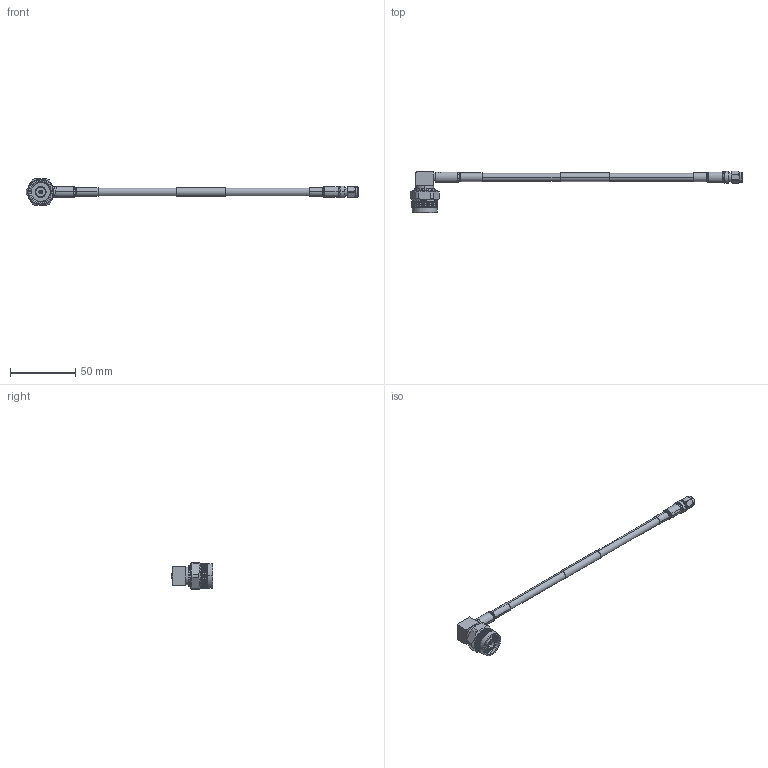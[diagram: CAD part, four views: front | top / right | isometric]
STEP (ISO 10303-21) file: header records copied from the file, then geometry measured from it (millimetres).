
FILE_DESCRIPTION (( 'STEP AP214' ), '1' );
FILE_NAME ('FMCA3303_3D.step', '2023-06-22T21:19:38', ( '' ), ( '' ), 'SwSTEP 2.0', 'SolidWorks 2022', '' );
FILE_SCHEMA (( 'AUTOMOTIVE_DESIGN' ));
Length unit declared in the file: inch
Products named in the file (6): TCOM-240^FMCA3303_with label; FMCA3303_3D; TC-240-SM-RP-PE^FMCA3303; HEAT SHRINK^FMCA3303_BNC MALE TO d240IN; EZ-240-NMH-RA-X-PE^FMCA3303; HEAT SHRINK-RA^FMCA3303_TNC MALE RA TO d240IN
Assembly tree (5 placements, depth 2):
  FMCA3303_3D
    TCOM-240^FMCA3303_with label
    EZ-240-NMH-RA-X-PE^FMCA3303
    HEAT SHRINK-RA^FMCA3303_TNC MALE RA TO d240IN
    HEAT SHRINK^FMCA3303_BNC MALE TO d240IN
    TC-240-SM-RP-PE^FMCA3303
Bounding box: 255.34 x 31.84 x 20.57 mm (x, y, z)
Volume: 14529 mm3; surface area: 12932.2 mm2
Topology: 7 solids, 8 shells, 1779 faces, 3922 edges, 2182 vertices
Faces by surface type: bspline 1160, cylinder 470, plane 67, cone 56, torus 26
Entity records: 63899 total; most frequent: CARTESIAN_POINT 37846, ORIENTED_EDGE 7844, EDGE_CURVE 3922, DIRECTION 2368, VERTEX_POINT 2182, EDGE_LOOP 1810, FACE_OUTER_BOUND 1779, ADVANCED_FACE 1779
